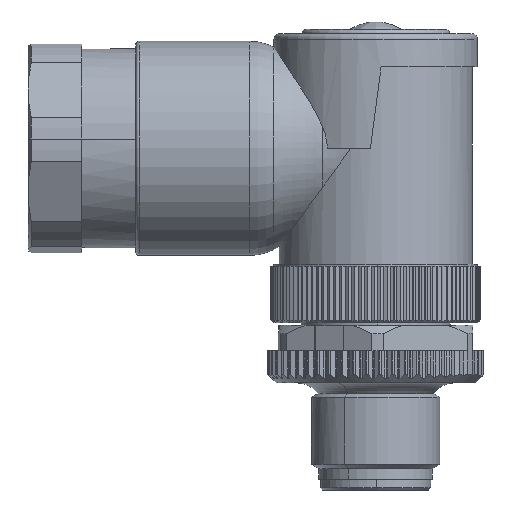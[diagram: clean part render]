
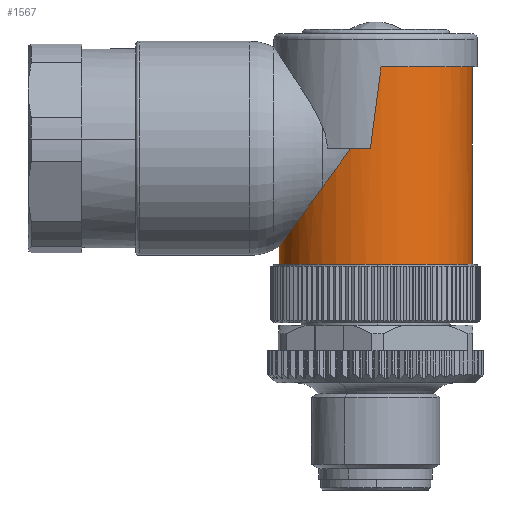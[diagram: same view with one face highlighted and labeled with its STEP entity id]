
A CAD part, left-side view. The second image highlights one B-rep face of the part: STEP entity #1567.
In plain terms, the highlighted cylindrical face has radius 9 mm (diameter 18 mm), a partial arc.
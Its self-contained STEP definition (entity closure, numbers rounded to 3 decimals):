
#1322=AXIS2_PLACEMENT_3D('Circle Axis2P3D',#1320,#1321,$) ;
#1524=AXIS2_PLACEMENT_3D('Cylinder Axis2P3D',#1521,#1522,#1523) ;
#1535=AXIS2_PLACEMENT_3D('Circle Axis2P3D',#1533,#1534,$) ;
#1179=CARTESIAN_POINT('Vertex',(10.1,19.094,22.699)) ;
#1183=CARTESIAN_POINT('Control Point',(10.1,19.094,22.699)) ;
#1184=CARTESIAN_POINT('Control Point',(9.15,19.094,22.699)) ;
#1185=CARTESIAN_POINT('Control Point',(8.199,18.946,22.897)) ;
#1186=CARTESIAN_POINT('Control Point',(7.324,18.697,23.261)) ;
#1187=CARTESIAN_POINT('Control Point',(6.547,18.363,23.728)) ;
#1188=CARTESIAN_POINT('Vertex',(6.547,18.363,23.728)) ;
#1192=CARTESIAN_POINT('Control Point',(6.547,18.363,23.728)) ;
#1193=CARTESIAN_POINT('Control Point',(5.774,18.031,24.191)) ;
#1194=CARTESIAN_POINT('Control Point',(5.087,17.623,24.758)) ;
#1195=CARTESIAN_POINT('Control Point',(4.491,17.168,25.379)) ;
#1196=CARTESIAN_POINT('Control Point',(3.973,16.687,26.037)) ;
#1197=CARTESIAN_POINT('Vertex',(3.973,16.687,26.037)) ;
#1201=CARTESIAN_POINT('Control Point',(3.973,16.687,26.037)) ;
#1202=CARTESIAN_POINT('Control Point',(3.419,16.171,26.741)) ;
#1203=CARTESIAN_POINT('Control Point',(2.961,15.617,27.493)) ;
#1204=CARTESIAN_POINT('Control Point',(2.583,15.043,28.278)) ;
#1205=CARTESIAN_POINT('Vertex',(2.583,15.043,28.277)) ;
#1239=CARTESIAN_POINT('Control Point',(2.583,15.043,28.278)) ;
#1240=CARTESIAN_POINT('Control Point',(2.034,14.21,29.416)) ;
#1241=CARTESIAN_POINT('Control Point',(1.652,13.332,30.624)) ;
#1242=CARTESIAN_POINT('Control Point',(1.411,12.438,31.9)) ;
#1243=CARTESIAN_POINT('Vertex',(1.411,12.438,31.9)) ;
#1265=CARTESIAN_POINT('Control Point',(1.411,12.438,31.9)) ;
#1266=CARTESIAN_POINT('Control Point',(1.313,12.077,31.9)) ;
#1267=CARTESIAN_POINT('Control Point',(1.234,11.711,31.9)) ;
#1268=CARTESIAN_POINT('Control Point',(1.175,11.34,31.9)) ;
#1269=CARTESIAN_POINT('Control Point',(1.135,10.968,31.9)) ;
#1270=CARTESIAN_POINT('Control Point',(1.114,10.594,31.9)) ;
#1271=CARTESIAN_POINT('Vertex',(1.114,10.594,31.9)) ;
#1293=CARTESIAN_POINT('Control Point',(1.114,9.594,39.5)) ;
#1294=CARTESIAN_POINT('Control Point',(1.103,9.794,37.981)) ;
#1295=CARTESIAN_POINT('Control Point',(1.097,9.994,36.46)) ;
#1296=CARTESIAN_POINT('Control Point',(1.097,10.194,34.94)) ;
#1297=CARTESIAN_POINT('Control Point',(1.103,10.394,33.419)) ;
#1298=CARTESIAN_POINT('Control Point',(1.114,10.594,31.9)) ;
#1299=CARTESIAN_POINT('Vertex',(1.114,9.594,39.5)) ;
#1320=CARTESIAN_POINT('Axis2P3D Location',(10.1,10.094,39.5)) ;
#1324=CARTESIAN_POINT('Vertex',(10.1,1.094,39.5)) ;
#1521=CARTESIAN_POINT('Axis2P3D Location',(10.1,10.094,17.5)) ;
#1526=CARTESIAN_POINT('Line Origine',(10.1,19.094,17.5)) ;
#1530=CARTESIAN_POINT('Vertex',(10.1,19.094,21.1)) ;
#1533=CARTESIAN_POINT('Axis2P3D Location',(10.1,10.094,21.1)) ;
#1537=CARTESIAN_POINT('Vertex',(3.308,4.189,21.1)) ;
#1541=CARTESIAN_POINT('Control Point',(10.1,1.094,21.1)) ;
#1542=CARTESIAN_POINT('Control Point',(8.176,1.094,21.1)) ;
#1543=CARTESIAN_POINT('Control Point',(6.249,1.644,21.1)) ;
#1544=CARTESIAN_POINT('Control Point',(4.57,2.737,21.1)) ;
#1545=CARTESIAN_POINT('Control Point',(3.308,4.189,21.1)) ;
#1546=CARTESIAN_POINT('Vertex',(10.1,1.094,21.1)) ;
#1549=CARTESIAN_POINT('Line Origine',(10.1,1.094,17.5)) ;
#1321=DIRECTION('Axis2P3D Direction',(0.,0.,-1.)) ;
#1522=DIRECTION('Axis2P3D Direction',(0.,0.,1.)) ;
#1523=DIRECTION('Axis2P3D XDirection',(0.,1.,0.)) ;
#1527=DIRECTION('Vector Direction',(0.,0.,1.)) ;
#1534=DIRECTION('Axis2P3D Direction',(0.,0.,1.)) ;
#1550=DIRECTION('Vector Direction',(0.,0.,1.)) ;
#1528=VECTOR('Line Direction',#1527,1.) ;
#1551=VECTOR('Line Direction',#1550,1.) ;
#1555=ORIENTED_EDGE('',*,*,#1532,.T.) ;
#1556=ORIENTED_EDGE('',*,*,#1539,.F.) ;
#1557=ORIENTED_EDGE('',*,*,#1548,.F.) ;
#1558=ORIENTED_EDGE('',*,*,#1553,.T.) ;
#1559=ORIENTED_EDGE('',*,*,#1326,.T.) ;
#1560=ORIENTED_EDGE('',*,*,#1301,.T.) ;
#1561=ORIENTED_EDGE('',*,*,#1273,.F.) ;
#1562=ORIENTED_EDGE('',*,*,#1245,.F.) ;
#1563=ORIENTED_EDGE('',*,*,#1207,.F.) ;
#1564=ORIENTED_EDGE('',*,*,#1199,.F.) ;
#1565=ORIENTED_EDGE('',*,*,#1190,.F.) ;
#1567=ADVANCED_FACE('Hauptk\X2\00F6\X0\rper',(#1566),#1525,.T.) ;
#1182=B_SPLINE_CURVE_WITH_KNOTS('',4,(#1183,#1184,#1185,#1186,#1187),.UNSPECIFIED.,.F.,.U.,(5,5),(0.,8.482),.UNSPECIFIED.) ;
#1191=B_SPLINE_CURVE_WITH_KNOTS('',4,(#1192,#1193,#1194,#1195,#1196),.UNSPECIFIED.,.F.,.U.,(5,5),(0.,8.435),.UNSPECIFIED.) ;
#1200=B_SPLINE_CURVE_WITH_KNOTS('',3,(#1201,#1202,#1203,#1204),.UNSPECIFIED.,.F.,.U.,(4,4),(0.,6.768),.UNSPECIFIED.) ;
#1238=B_SPLINE_CURVE_WITH_KNOTS('',3,(#1239,#1240,#1241,#1242),.UNSPECIFIED.,.F.,.U.,(4,4),(0.,9.822),.UNSPECIFIED.) ;
#1264=B_SPLINE_CURVE_WITH_KNOTS('',5,(#1265,#1266,#1267,#1268,#1269,#1270),.UNSPECIFIED.,.F.,.U.,(6,6),(0.,2.647),.UNSPECIFIED.) ;
#1292=B_SPLINE_CURVE_WITH_KNOTS('',5,(#1293,#1294,#1295,#1296,#1297,#1298),.UNSPECIFIED.,.F.,.U.,(6,6),(0.,10.89),.UNSPECIFIED.) ;
#1540=B_SPLINE_CURVE_WITH_KNOTS('',4,(#1541,#1542,#1543,#1544,#1545),.UNSPECIFIED.,.F.,.U.,(5,5),(-3.848,3.848),.UNSPECIFIED.) ;
#1323=CIRCLE('generated circle',#1322,9.) ;
#1536=CIRCLE('generated circle',#1535,9.) ;
#1525=CYLINDRICAL_SURFACE('generated cylinder',#1524,9.) ;
#1190=EDGE_CURVE('',#1180,#1189,#1182,.T.) ;
#1199=EDGE_CURVE('',#1189,#1198,#1191,.T.) ;
#1207=EDGE_CURVE('',#1198,#1206,#1200,.T.) ;
#1245=EDGE_CURVE('',#1206,#1244,#1238,.T.) ;
#1273=EDGE_CURVE('',#1244,#1272,#1264,.T.) ;
#1301=EDGE_CURVE('',#1300,#1272,#1292,.T.) ;
#1326=EDGE_CURVE('',#1325,#1300,#1323,.T.) ;
#1532=EDGE_CURVE('',#1180,#1531,#1529,.F.) ;
#1539=EDGE_CURVE('',#1538,#1531,#1536,.F.) ;
#1548=EDGE_CURVE('',#1547,#1538,#1540,.T.) ;
#1553=EDGE_CURVE('',#1547,#1325,#1552,.T.) ;
#1554=EDGE_LOOP('',(#1555,#1556,#1557,#1558,#1559,#1560,#1561,#1562,#1563,#1564,#1565)) ;
#1566=FACE_OUTER_BOUND('',#1554,.T.) ;
#1529=LINE('Line',#1526,#1528) ;
#1552=LINE('Line',#1549,#1551) ;
#1180=VERTEX_POINT('',#1179) ;
#1189=VERTEX_POINT('',#1188) ;
#1198=VERTEX_POINT('',#1197) ;
#1206=VERTEX_POINT('',#1205) ;
#1244=VERTEX_POINT('',#1243) ;
#1272=VERTEX_POINT('',#1271) ;
#1300=VERTEX_POINT('',#1299) ;
#1325=VERTEX_POINT('',#1324) ;
#1531=VERTEX_POINT('',#1530) ;
#1538=VERTEX_POINT('',#1537) ;
#1547=VERTEX_POINT('',#1546) ;
